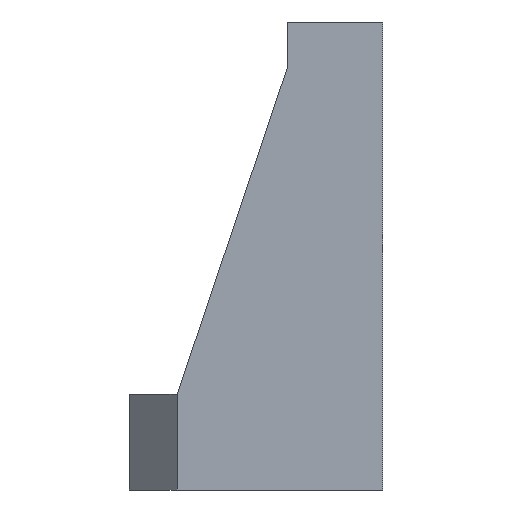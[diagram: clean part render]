
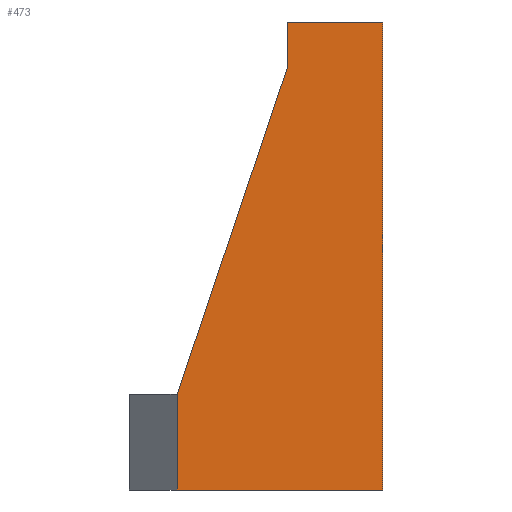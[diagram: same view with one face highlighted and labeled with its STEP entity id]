
A CAD part, left-side view. The second image highlights one B-rep face of the part: STEP entity #473.
In plain terms, the highlighted planar face has unit normal (-1, 0, 0).
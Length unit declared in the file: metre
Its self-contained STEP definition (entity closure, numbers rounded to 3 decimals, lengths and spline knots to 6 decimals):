
#62=ORIENTED_EDGE('',*,*,#186,.T.);
#63=ORIENTED_EDGE('',*,*,#187,.T.);
#64=ORIENTED_EDGE('',*,*,#188,.T.);
#65=ORIENTED_EDGE('',*,*,#189,.F.);
#66=ORIENTED_EDGE('',*,*,#169,.F.);
#67=ORIENTED_EDGE('',*,*,#153,.T.);
#153=EDGE_CURVE('',#220,#219,#263,.T.);
#169=EDGE_CURVE('',#220,#233,#278,.T.);
#186=EDGE_CURVE('',#219,#223,#295,.T.);
#187=EDGE_CURVE('',#223,#246,#296,.T.);
#188=EDGE_CURVE('',#246,#247,#297,.T.);
#189=EDGE_CURVE('',#233,#247,#298,.T.);
#219=VERTEX_POINT('',#665);
#220=VERTEX_POINT('',#667);
#223=VERTEX_POINT('',#674);
#233=VERTEX_POINT('',#699);
#246=VERTEX_POINT('',#734);
#247=VERTEX_POINT('',#736);
#263=LINE('',#666,#327);
#278=LINE('',#698,#342);
#295=LINE('',#732,#359);
#296=LINE('',#733,#360);
#297=LINE('',#735,#361);
#298=LINE('',#737,#362);
#327=VECTOR('',#542,1.);
#342=VECTOR('',#565,1.);
#359=VECTOR('',#590,1.);
#360=VECTOR('',#591,1.);
#361=VECTOR('',#592,1.);
#362=VECTOR('',#593,1.);
#394=EDGE_LOOP('',(#62,#63,#64,#65,#66,#67));
#422=FACE_BOUND('',#394,.T.);
#449=PLANE('',#512);
#473=ADVANCED_FACE('',(#422),#449,.F.);
#512=AXIS2_PLACEMENT_3D('',#731,#588,#589);
#542=DIRECTION('',(0.,0.,-1.));
#565=DIRECTION('',(0.,-1.,0.));
#588=DIRECTION('',(1.,0.,0.));
#589=DIRECTION('',(0.,0.,-1.));
#590=DIRECTION('',(0.,0.319,-0.948));
#591=DIRECTION('',(0.,0.,-1.));
#592=DIRECTION('',(0.,-1.,0.));
#593=DIRECTION('',(0.,0.,-1.));
#665=CARTESIAN_POINT('',(-0.0248,-0.000374,0.022059));
#666=CARTESIAN_POINT('',(-0.0248,-0.000374,0.02447));
#667=CARTESIAN_POINT('',(-0.0248,-0.000374,0.02447));
#674=CARTESIAN_POINT('',(-0.0248,0.005374,0.005));
#698=CARTESIAN_POINT('',(-0.0248,0.,0.02447));
#699=CARTESIAN_POINT('',(-0.0248,-0.005374,0.02447));
#731=CARTESIAN_POINT('',(-0.0248,0.,0.005));
#732=CARTESIAN_POINT('',(-0.0248,0.0025,0.013529));
#733=CARTESIAN_POINT('',(-0.0248,0.005374,0.));
#734=CARTESIAN_POINT('',(-0.0248,0.005374,0.));
#735=CARTESIAN_POINT('',(-0.0248,0.,0.));
#736=CARTESIAN_POINT('',(-0.0248,-0.005374,0.));
#737=CARTESIAN_POINT('',(-0.0248,-0.005374,0.005));
